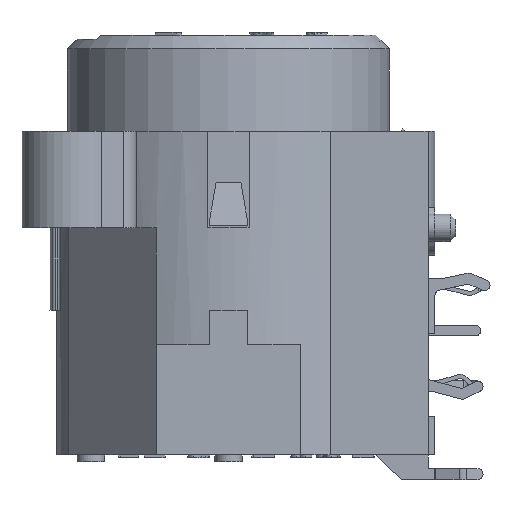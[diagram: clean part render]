
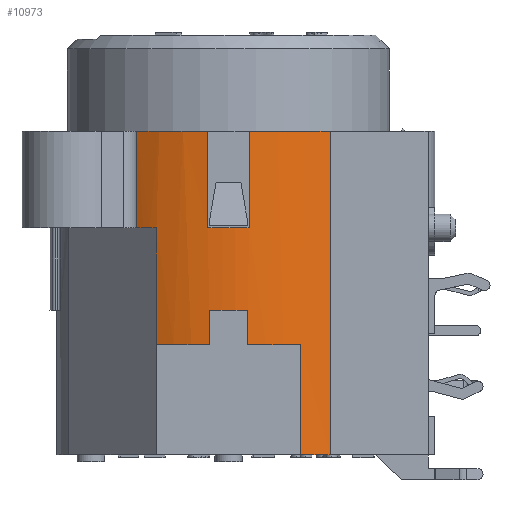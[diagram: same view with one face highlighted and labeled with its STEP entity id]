
A CAD part, left-side view. The second image highlights one B-rep face of the part: STEP entity #10973.
In plain terms, the highlighted cylindrical face has radius 13 mm (diameter 26 mm), a partial arc.
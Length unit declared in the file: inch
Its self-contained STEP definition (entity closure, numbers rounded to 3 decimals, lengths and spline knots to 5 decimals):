
#520=CYLINDRICAL_SURFACE('',#11618,0.51181);
#683=FACE_OUTER_BOUND('',#1269,.T.);
#1269=EDGE_LOOP('',(#7031,#7032,#7033,#7034,#7035,#7036,#7037,#7038,#7039,
#7040,#7041,#7042,#7043,#7044,#7045,#7046));
#2002=LINE('',#14785,#3087);
#2003=LINE('',#14789,#3088);
#2004=LINE('',#14793,#3089);
#2005=LINE('',#14797,#3090);
#2006=LINE('',#14801,#3091);
#2007=LINE('',#14805,#3092);
#2008=LINE('',#14809,#3093);
#2009=LINE('',#14812,#3094);
#3087=VECTOR('',#12432,0.3937);
#3088=VECTOR('',#12435,0.3937);
#3089=VECTOR('',#12438,0.3937);
#3090=VECTOR('',#12441,0.3937);
#3091=VECTOR('',#12444,0.3937);
#3092=VECTOR('',#12447,0.3937);
#3093=VECTOR('',#12450,0.3937);
#3094=VECTOR('',#12453,0.3937);
#4080=CIRCLE('',#11619,0.51181);
#4081=CIRCLE('',#11620,0.51181);
#4082=CIRCLE('',#11621,0.51181);
#4083=CIRCLE('',#11622,0.51181);
#4084=CIRCLE('',#11623,0.51181);
#4085=CIRCLE('',#11624,0.51181);
#4086=CIRCLE('',#11625,0.51181);
#4087=CIRCLE('',#11626,0.51181);
#4349=VERTEX_POINT('',#14781);
#4350=VERTEX_POINT('',#14782);
#4351=VERTEX_POINT('',#14784);
#4352=VERTEX_POINT('',#14786);
#4353=VERTEX_POINT('',#14788);
#4354=VERTEX_POINT('',#14790);
#4355=VERTEX_POINT('',#14792);
#4356=VERTEX_POINT('',#14794);
#4357=VERTEX_POINT('',#14796);
#4358=VERTEX_POINT('',#14798);
#4359=VERTEX_POINT('',#14800);
#4360=VERTEX_POINT('',#14802);
#4361=VERTEX_POINT('',#14804);
#4362=VERTEX_POINT('',#14806);
#4363=VERTEX_POINT('',#14808);
#4364=VERTEX_POINT('',#14810);
#5421=EDGE_CURVE('',#4349,#4350,#4080,.T.);
#5422=EDGE_CURVE('',#4350,#4351,#2002,.T.);
#5423=EDGE_CURVE('',#4351,#4352,#4081,.T.);
#5424=EDGE_CURVE('',#4352,#4353,#2003,.T.);
#5425=EDGE_CURVE('',#4353,#4354,#4082,.T.);
#5426=EDGE_CURVE('',#4355,#4354,#2004,.T.);
#5427=EDGE_CURVE('',#4356,#4355,#4083,.T.);
#5428=EDGE_CURVE('',#4356,#4357,#2005,.T.);
#5429=EDGE_CURVE('',#4357,#4358,#4084,.T.);
#5430=EDGE_CURVE('',#4358,#4359,#2006,.T.);
#5431=EDGE_CURVE('',#4360,#4359,#4085,.T.);
#5432=EDGE_CURVE('',#4360,#4361,#2007,.T.);
#5433=EDGE_CURVE('',#4361,#4362,#4086,.T.);
#5434=EDGE_CURVE('',#4362,#4363,#2008,.T.);
#5435=EDGE_CURVE('',#4363,#4364,#4087,.T.);
#5436=EDGE_CURVE('',#4364,#4349,#2009,.T.);
#7031=ORIENTED_EDGE('',*,*,#5421,.T.);
#7032=ORIENTED_EDGE('',*,*,#5422,.T.);
#7033=ORIENTED_EDGE('',*,*,#5423,.T.);
#7034=ORIENTED_EDGE('',*,*,#5424,.T.);
#7035=ORIENTED_EDGE('',*,*,#5425,.T.);
#7036=ORIENTED_EDGE('',*,*,#5426,.F.);
#7037=ORIENTED_EDGE('',*,*,#5427,.F.);
#7038=ORIENTED_EDGE('',*,*,#5428,.T.);
#7039=ORIENTED_EDGE('',*,*,#5429,.T.);
#7040=ORIENTED_EDGE('',*,*,#5430,.T.);
#7041=ORIENTED_EDGE('',*,*,#5431,.F.);
#7042=ORIENTED_EDGE('',*,*,#5432,.T.);
#7043=ORIENTED_EDGE('',*,*,#5433,.T.);
#7044=ORIENTED_EDGE('',*,*,#5434,.T.);
#7045=ORIENTED_EDGE('',*,*,#5435,.T.);
#7046=ORIENTED_EDGE('',*,*,#5436,.T.);
#10973=ADVANCED_FACE('',(#683),#520,.T.);
#11618=AXIS2_PLACEMENT_3D('',#14780,#12428,#12429);
#11619=AXIS2_PLACEMENT_3D('',#14783,#12430,#12431);
#11620=AXIS2_PLACEMENT_3D('',#14787,#12433,#12434);
#11621=AXIS2_PLACEMENT_3D('',#14791,#12436,#12437);
#11622=AXIS2_PLACEMENT_3D('',#14795,#12439,#12440);
#11623=AXIS2_PLACEMENT_3D('',#14799,#12442,#12443);
#11624=AXIS2_PLACEMENT_3D('',#14803,#12445,#12446);
#11625=AXIS2_PLACEMENT_3D('',#14807,#12448,#12449);
#11626=AXIS2_PLACEMENT_3D('',#14811,#12451,#12452);
#12428=DIRECTION('center_axis',(0.,0.,1.));
#12429=DIRECTION('ref_axis',(-1.,0.,0.));
#12430=DIRECTION('center_axis',(0.,0.,-1.));
#12431=DIRECTION('ref_axis',(0.859,-0.513,0.));
#12432=DIRECTION('',(0.,0.,-1.));
#12433=DIRECTION('center_axis',(0.,0.,
-1.));
#12434=DIRECTION('ref_axis',(-1.,0.,0.));
#12435=DIRECTION('',(0.,0.,1.));
#12436=DIRECTION('center_axis',(0.,0.,-1.));
#12437=DIRECTION('ref_axis',(0.859,-0.513,0.));
#12438=DIRECTION('',(0.,0.,1.));
#12439=DIRECTION('center_axis',(0.,0.,-1.));
#12440=DIRECTION('ref_axis',(0.859,-0.513,0.));
#12441=DIRECTION('',(0.,0.,-1.));
#12442=DIRECTION('center_axis',(0.,0.,
1.));
#12443=DIRECTION('ref_axis',(-0.823,-0.568,0.));
#12444=DIRECTION('',(0.,0.,1.));
#12445=DIRECTION('center_axis',(0.,0.,-1.));
#12446=DIRECTION('ref_axis',(-1.,0.,0.));
#12447=DIRECTION('',(0.,0.,-1.));
#12448=DIRECTION('center_axis',(0.,0.,
1.));
#12449=DIRECTION('ref_axis',(-0.823,-0.568,0.));
#12450=DIRECTION('',(0.,0.,-1.));
#12451=DIRECTION('center_axis',(0.,0.,
1.));
#12452=DIRECTION('ref_axis',(-0.823,-0.568,0.));
#12453=DIRECTION('',(0.,0.,1.));
#14780=CARTESIAN_POINT('Origin',(0.01392,0.05329,0.));
#14781=CARTESIAN_POINT('',(-0.40734,-0.23739,0.51181));
#14782=CARTESIAN_POINT('',(-0.49447,-0.00577,0.51181));
#14783=CARTESIAN_POINT('Origin',(0.01392,0.05329,0.51181));
#14784=CARTESIAN_POINT('',(-0.49447,-0.00577,0.23622));
#14785=CARTESIAN_POINT('',(-0.49447,-0.00577,0.));
#14786=CARTESIAN_POINT('',(-0.49447,0.11234,0.23622));
#14787=CARTESIAN_POINT('Origin',(0.01392,0.05329,0.23622));
#14788=CARTESIAN_POINT('',(-0.49447,0.11234,0.51181));
#14789=CARTESIAN_POINT('',(-0.49447,0.11234,0.));
#14790=CARTESIAN_POINT('',(-0.42555,0.31562,0.51181));
#14791=CARTESIAN_POINT('Origin',(0.01392,0.05329,0.51181));
#14792=CARTESIAN_POINT('',(-0.42555,0.31562,0.23622));
#14793=CARTESIAN_POINT('',(-0.42555,0.31562,0.23622));
#14794=CARTESIAN_POINT('',(-0.45458,0.25933,0.23622));
#14795=CARTESIAN_POINT('Origin',(0.01392,0.05329,0.23622));
#14796=CARTESIAN_POINT('',(-0.45458,0.25933,-0.09843));
#14797=CARTESIAN_POINT('',(-0.45458,0.25933,0.));
#14798=CARTESIAN_POINT('',(-0.49491,0.1084,-0.09843));
#14799=CARTESIAN_POINT('Origin',(0.01392,0.05329,
-0.09843));
#14800=CARTESIAN_POINT('',(-0.49491,0.1084,0.));
#14801=CARTESIAN_POINT('',(-0.49491,0.1084,-0.20669));
#14802=CARTESIAN_POINT('',(-0.49491,-0.00183,0.));
#14803=CARTESIAN_POINT('Origin',(0.01392,0.05329,0.));
#14804=CARTESIAN_POINT('',(-0.49491,-0.00183,-0.09843));
#14805=CARTESIAN_POINT('',(-0.49491,-0.00183,-0.20669));
#14806=CARTESIAN_POINT('',(-0.45458,-0.15276,-0.09843));
#14807=CARTESIAN_POINT('Origin',(0.01392,0.05329,
-0.09843));
#14808=CARTESIAN_POINT('',(-0.45458,-0.15276,-0.41339));
#14809=CARTESIAN_POINT('',(-0.45458,-0.15276,-0.20669));
#14810=CARTESIAN_POINT('',(-0.40734,-0.23739,-0.41339));
#14811=CARTESIAN_POINT('Origin',(0.01392,0.05329,
-0.41339));
#14812=CARTESIAN_POINT('',(-0.40734,-0.23739,0.23622));
